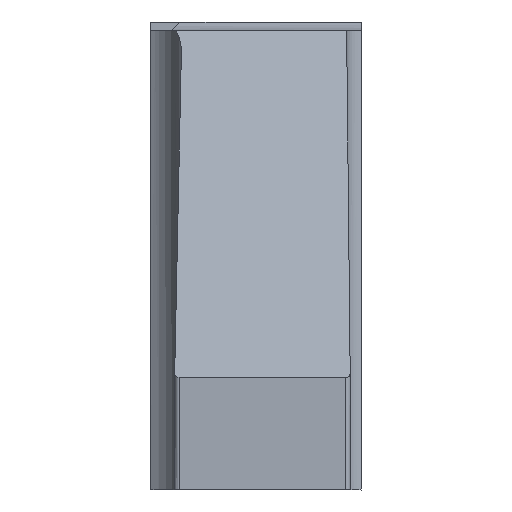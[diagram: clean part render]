
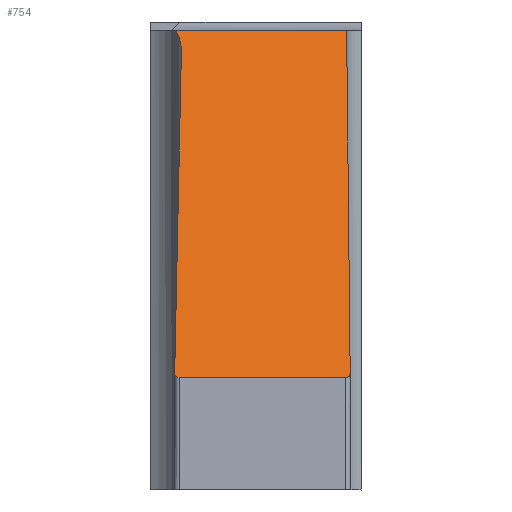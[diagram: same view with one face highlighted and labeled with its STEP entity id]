
A CAD part, front view. The second image highlights one B-rep face of the part: STEP entity #754.
In plain terms, the highlighted planar face has unit normal (0, -0.643, 0.766).
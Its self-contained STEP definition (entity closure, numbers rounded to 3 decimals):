
#499=CARTESIAN_POINT('',(0.436,-5.363,0.85));
#500=VERTEX_POINT('',#499);
#604=CARTESIAN_POINT('',(3.349,-5.363,0.85));
#605=VERTEX_POINT('',#604);
#616=CARTESIAN_POINT('',(3.349,-5.363,0.85));
#617=DIRECTION('',(-1.,0.,0.));
#618=VECTOR('',#617,2.913);
#619=LINE('',#616,#618);
#620=EDGE_CURVE('',#605,#500,#619,.T.);
#641=CARTESIAN_POINT('',(2.405,-9.208,-2.376));
#642=DIRECTION('',(0.,0.643,-0.766));
#643=DIRECTION('',(0.,0.492,0.413));
#644=AXIS2_PLACEMENT_3D('',#641,#642,#643);
#645=PLANE('',#644);
#646=CARTESIAN_POINT('',(3.349,-5.363,0.85));
#647=DIRECTION('',(0.007,-0.766,-0.643));
#648=VECTOR('',#647,9.114);
#649=LINE('',#646,#648);
#650=CARTESIAN_POINT('',(3.41,-12.344,-5.008));
#651=VERTEX_POINT('',#650);
#652=EDGE_CURVE('',#605,#651,#649,.T.);
#653=ORIENTED_EDGE('Edge 1202',*,*,#652,.F.);
#662=CARTESIAN_POINT('',(3.41,-12.344,-5.008));
#663=CARTESIAN_POINT('',(3.41,-12.391,-5.048));
#664=CARTESIAN_POINT('',(3.377,-12.425,-5.076));
#665=CARTESIAN_POINT('',(3.33,-12.425,-5.076));
#666=(BOUNDED_CURVE()B_SPLINE_CURVE(3,(#662,#663,#664,#665),.UNSPECIFIED.,.F.,.F.)B_SPLINE_CURVE_WITH_KNOTS((4,4),(0.,1.),.UNSPECIFIED.)CURVE()GEOMETRIC_REPRESENTATION_ITEM()RATIONAL_B_SPLINE_CURVE((1.,0.803,0.803,1.))REPRESENTATION_ITEM(''));
#667=CARTESIAN_POINT('',(3.33,-12.425,-5.076));
#668=VERTEX_POINT('',#667);
#669=EDGE_CURVE('',#651,#668,#666,.T.);
#670=ORIENTED_EDGE('Edge 474',*,*,#669,.F.);
#679=CARTESIAN_POINT('',(0.49,-12.425,-5.076));
#680=DIRECTION('',(1.,0.,0.));
#681=VECTOR('',#680,2.84);
#682=LINE('',#679,#681);
#683=CARTESIAN_POINT('',(0.49,-12.425,-5.076));
#684=VERTEX_POINT('',#683);
#685=EDGE_CURVE('',#684,#668,#682,.T.);
#686=ORIENTED_EDGE('Edge 479',*,*,#685,.T.);
#695=CARTESIAN_POINT('',(0.49,-12.425,-5.076));
#696=CARTESIAN_POINT('',(0.442,-12.425,-5.076));
#697=CARTESIAN_POINT('',(0.409,-12.391,-5.047));
#698=CARTESIAN_POINT('',(0.41,-12.344,-5.008));
#699=(BOUNDED_CURVE()B_SPLINE_CURVE(3,(#695,#696,#697,#698),.UNSPECIFIED.,.F.,.F.)B_SPLINE_CURVE_WITH_KNOTS((4,4),(0.,1.),.UNSPECIFIED.)CURVE()GEOMETRIC_REPRESENTATION_ITEM()RATIONAL_B_SPLINE_CURVE((1.,0.801,0.801,1.))REPRESENTATION_ITEM(''));
#700=CARTESIAN_POINT('',(0.41,-12.344,-5.008));
#701=VERTEX_POINT('',#700);
#702=EDGE_CURVE('',#684,#701,#699,.T.);
#703=ORIENTED_EDGE('Edge 484',*,*,#702,.F.);
#712=CARTESIAN_POINT('',(0.41,-12.344,-5.008));
#713=DIRECTION('',(0.013,0.766,0.643));
#714=VECTOR('',#713,8.554);
#715=LINE('',#712,#714);
#716=CARTESIAN_POINT('',(0.524,-5.791,0.491));
#717=VERTEX_POINT('',#716);
#718=EDGE_CURVE('',#701,#717,#715,.T.);
#719=ORIENTED_EDGE('Edge 489',*,*,#718,.F.);
#728=CARTESIAN_POINT('',(0.524,-5.791,0.491));
#729=CARTESIAN_POINT('',(0.527,-5.643,0.615));
#730=CARTESIAN_POINT('',(0.497,-5.498,0.737));
#731=CARTESIAN_POINT('',(0.436,-5.363,0.85));
#732=(BOUNDED_CURVE()B_SPLINE_CURVE(3,(#728,#729,#730,#731),.UNSPECIFIED.,.F.,.F.)B_SPLINE_CURVE_WITH_KNOTS((4,4),(0.,1.),.UNSPECIFIED.)CURVE()GEOMETRIC_REPRESENTATION_ITEM()RATIONAL_B_SPLINE_CURVE((1.,0.984,0.984,1.))REPRESENTATION_ITEM(''));
#733=EDGE_CURVE('',#717,#500,#732,.T.);
#734=ORIENTED_EDGE('Edge 494',*,*,#733,.F.);
#743=ORIENTED_EDGE('Edge 367',*,*,#620,.T.);
#752=EDGE_LOOP('',(#743,#734,#719,#703,#686,#670,#653));
#753=FACE_OUTER_BOUND('Loop 500',#752,.T.);
#754=ADVANCED_FACE('Face 501',(#753),#645,.F.);
